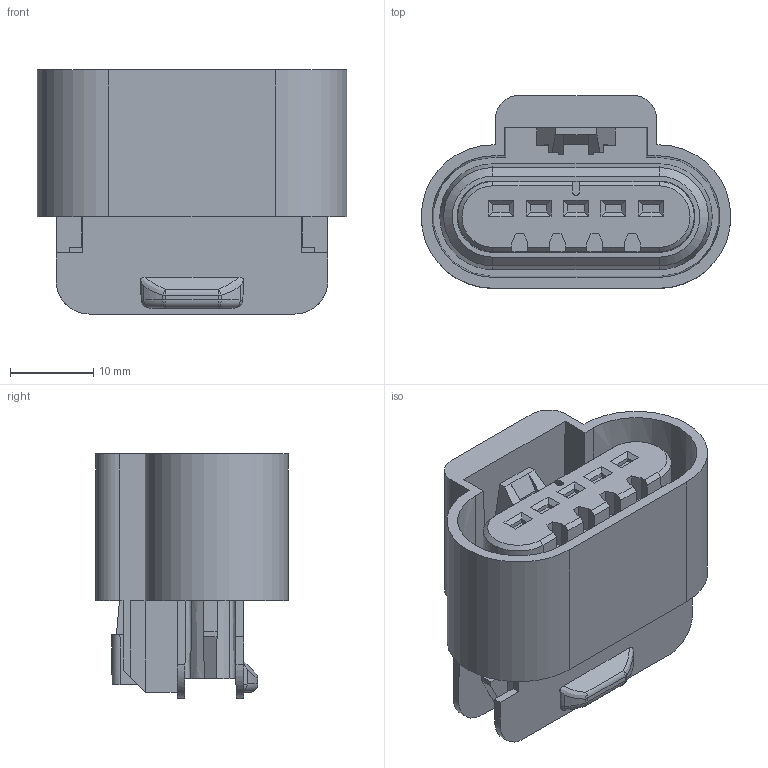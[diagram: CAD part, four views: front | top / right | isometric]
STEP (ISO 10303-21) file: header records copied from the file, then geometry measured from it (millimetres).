
FILE_DESCRIPTION(/* description */ (''),/* implementation_level */ '2;1');
FILE_NAME(/* name */ '15326822-ENV11_06-CONN.stp',/* time_stamp */ '2023-06-28T13:48:15+08:00',/* author */ (''),/* organization */ (''),/* preprocessor_version */ 'ST-DEVELOPER v16',/* originating_system */ 'SIEMENS PLM Software NX 11.0',/* authorisation */ '');
FILE_SCHEMA (('AUTOMOTIVE_DESIGN { 1 0 10303 214 3 1 1 1 }'));
Length unit declared in the file: millimetre
Products named in the file (1): 15326822-ENV11_06-CONN
Bounding box: 37.16 x 23.13 x 29.3 mm (x, y, z)
Volume: 11214.7 mm3; surface area: 7797.9 mm2
Topology: 1 solids, 1 shells, 256 faces, 685 edges, 437 vertices
Faces by surface type: plane 203, cone 22, cylinder 12, bspline 11, sphere 6, torus 2
Entity records: 8216 total; most frequent: CARTESIAN_POINT 1898, ORIENTED_EDGE 1362, DIRECTION 1205, EDGE_CURVE 681, LINE 565, VECTOR 565, VERTEX_POINT 437, AXIS2_PLACEMENT_3D 320
